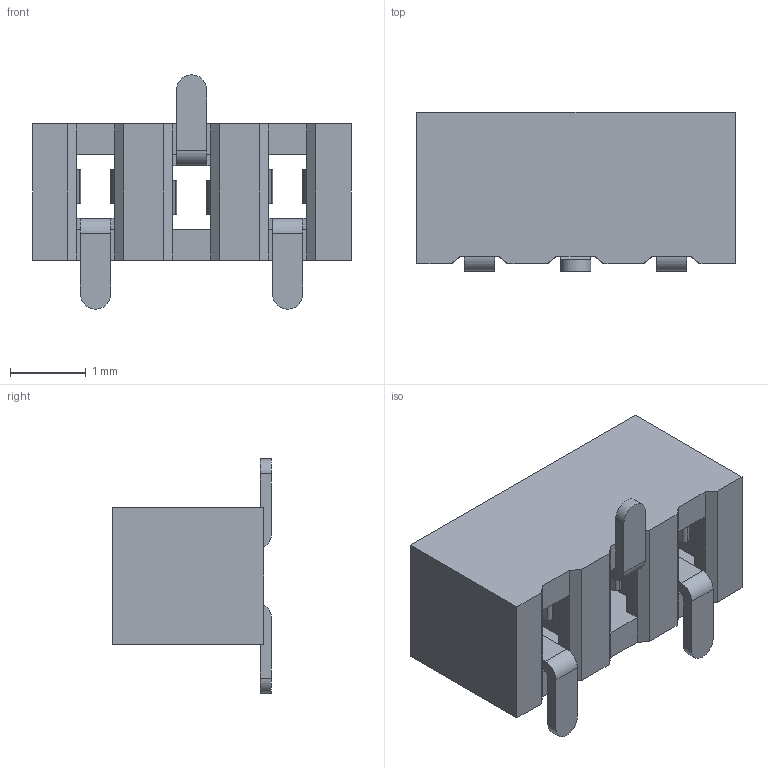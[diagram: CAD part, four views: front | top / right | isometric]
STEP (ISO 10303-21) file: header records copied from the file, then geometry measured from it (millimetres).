
FILE_DESCRIPTION((''),'2;1');
FILE_NAME('M50-3130342_ASM','2016-08-11T',('mperren'),(''),'CREO PARAMETRIC BY PTC INC, 2016050','CREO PARAMETRIC BY PTC INC, 2016050','');
FILE_SCHEMA(('CONFIG_CONTROL_DESIGN'));
Length unit declared in the file: millimetre
Products named in the file (3): M50-31303_MOULD; M50-313_CONTACT; M50-3130342_ASM
Assembly tree (4 placements, depth 2):
  M50-3130342_ASM
    M50-31303_MOULD
    M50-313_CONTACT  x3
Bounding box: 4.21 x 2.1 x 3.1 mm (x, y, z)
Volume: 11 mm3; surface area: 85.6 mm2
Topology: 4 solids, 4 shells, 195 faces, 534 edges, 344 vertices
Faces by surface type: plane 138, cylinder 57
Entity records: 3906 total; most frequent: CARTESIAN_POINT 532, ORIENTED_EDGE 524, DIRECTION 504, PRESENTATION_STYLE_ASSIGNMENT 264, STYLED_ITEM 264, CURVE_STYLE 262, EDGE_CURVE 262, VECTOR 224
